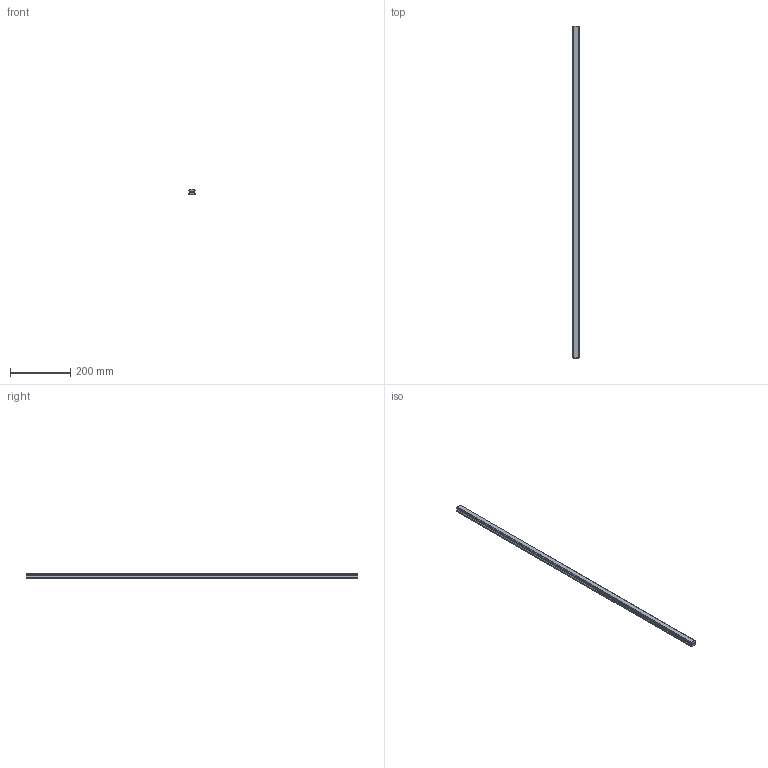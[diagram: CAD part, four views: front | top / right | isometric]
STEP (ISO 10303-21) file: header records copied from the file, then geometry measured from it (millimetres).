
FILE_DESCRIPTION(('STEP AP214'),'1');
FILE_NAME('cctmp_782DB880-610A-414C-A70A-047D16FBEF55_2021_01_21_13_47_36_0730..stp','2021-01-21T12:47:36',('HIWIN GmbH'),('CADClick - www.CADClick.com'),'Spatial InterOp 3D',' ','unknown authorization');
FILE_SCHEMA(('AUTOMOTIVE_DESIGN'));
Length unit declared in the file: millimetre
Products named in the file (1): HGR20T1100C_FILE
Bounding box: 20 x 1100 x 17.5 mm (x, y, z)
Volume: 324736.8 mm3; surface area: 88165.1 mm2
Topology: 1 solids, 1 shells, 183 faces, 493 edges, 297 vertices
Faces by surface type: plane 85, cylinder 60, cone 38
Entity records: 6905 total; most frequent: DIRECTION 943, CARTESIAN_POINT 936, ORIENTED_EDGE 910, EDGE_CURVE 455, LINE 335, VECTOR 335, AXIS2_PLACEMENT_3D 304, VERTEX_POINT 297
